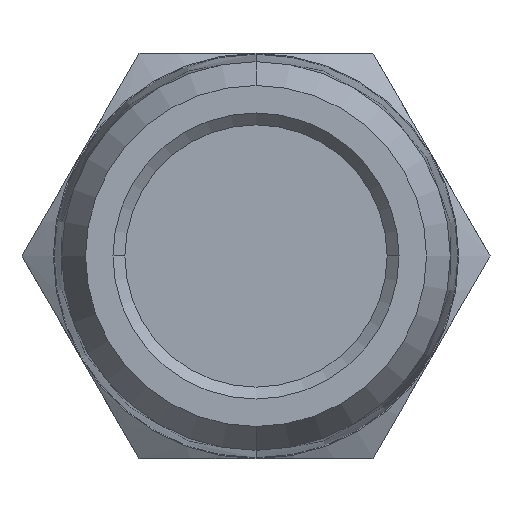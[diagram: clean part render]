
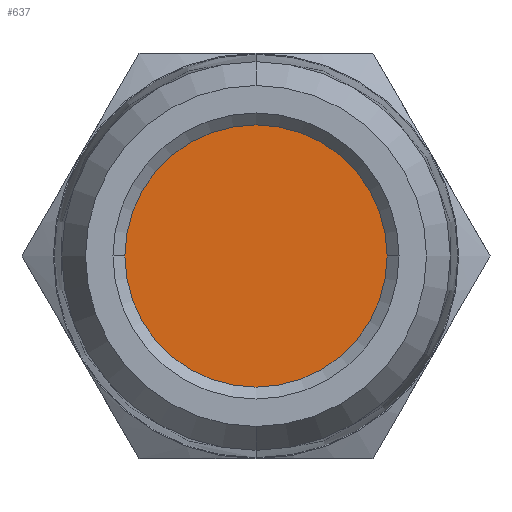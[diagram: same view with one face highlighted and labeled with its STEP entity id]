
A CAD part, front view. The second image highlights one B-rep face of the part: STEP entity #637.
In plain terms, the highlighted planar face has unit normal (0, -1, 0).
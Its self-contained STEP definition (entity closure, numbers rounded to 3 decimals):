
#13 = AXIS2_PLACEMENT_3D ( 'NONE', #354, #358, #359 ) ;
#27 = AXIS2_PLACEMENT_3D ( 'NONE', #278, #279, #280 ) ;
#41 = AXIS2_PLACEMENT_3D ( 'NONE', #1775, #1776, #1777 ) ;
#103 = VERTEX_POINT ( 'NONE', #846 ) ;
#104 = VERTEX_POINT ( 'NONE', #836 ) ;
#278 = CARTESIAN_POINT ( 'NONE',  ( 0., 3.9, 0. ) ) ;
#279 = DIRECTION ( 'NONE',  ( 0., 1., 0. ) ) ;
#280 = DIRECTION ( 'NONE',  ( 0., 0., -1. ) ) ;
#352 = PLANE ( 'NONE',  #13 ) ;
#354 = CARTESIAN_POINT ( 'NONE',  ( 0., 3.9, 0. ) ) ;
#358 = DIRECTION ( 'NONE',  ( 0., -1., 0. ) ) ;
#359 = DIRECTION ( 'NONE',  ( 0., 0., -1. ) ) ;
#637 = ADVANCED_FACE ( 'NONE', ( #1192 ), #352, .T. ) ;
#652 = EDGE_CURVE ( 'NONE', #104, #103, #1227, .T. ) ;
#697 = EDGE_CURVE ( 'NONE', #103, #104, #1254, .T. ) ;
#836 = CARTESIAN_POINT ( 'NONE',  ( -5.5, 3.9, 0. ) ) ;
#846 = CARTESIAN_POINT ( 'NONE',  ( 5.5, 3.9, 0. ) ) ;
#1192 = FACE_OUTER_BOUND ( 'NONE', #2019, .T. ) ;
#1227 = CIRCLE ( 'NONE', #27, 5.5 ) ;
#1254 = CIRCLE ( 'NONE', #41, 5.5 ) ;
#1499 = ORIENTED_EDGE ( 'NONE', *, *, #652, .F. ) ;
#1500 = ORIENTED_EDGE ( 'NONE', *, *, #697, .F. ) ;
#1775 = CARTESIAN_POINT ( 'NONE',  ( 0., 3.9, 0. ) ) ;
#1776 = DIRECTION ( 'NONE',  ( 0., 1., 0. ) ) ;
#1777 = DIRECTION ( 'NONE',  ( 0., 0., -1. ) ) ;
#2019 = EDGE_LOOP ( 'NONE', ( #1499, #1500 ) ) ;
